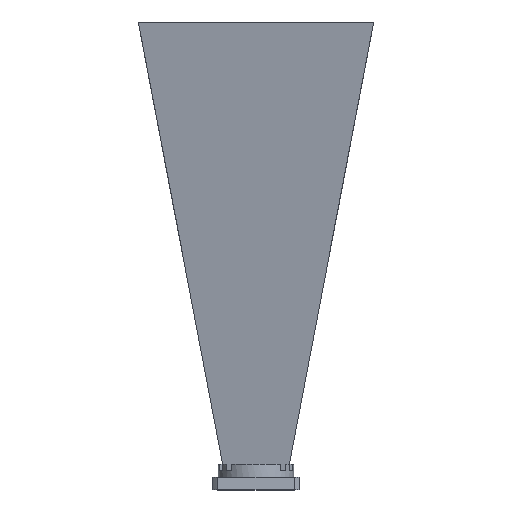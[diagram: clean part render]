
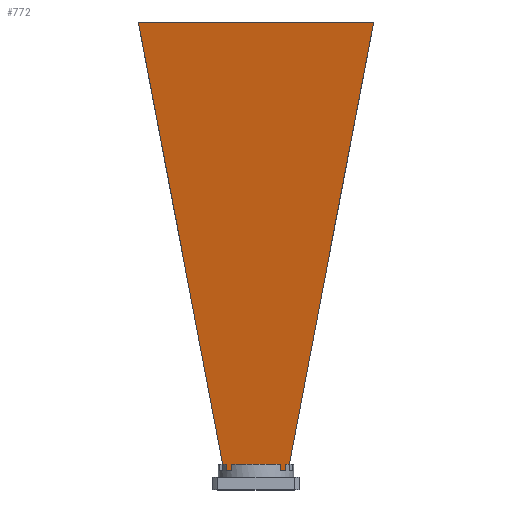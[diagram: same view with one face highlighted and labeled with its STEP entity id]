
A CAD part, top view. The second image highlights one B-rep face of the part: STEP entity #772.
In plain terms, the highlighted planar face has unit normal (0, -0.154, 0.988).
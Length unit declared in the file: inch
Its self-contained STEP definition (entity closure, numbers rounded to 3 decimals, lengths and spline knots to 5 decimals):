
#18 = EDGE_CURVE ( 'NONE', #390, #326, #1808, .T. ) ;
#41 = CARTESIAN_POINT ( 'NONE',  ( 0.482, 0.375, 0.3373 ) ) ;
#54 = LINE ( 'NONE', #1332, #185 ) ;
#67 = ORIENTED_EDGE ( 'NONE', *, *, #1426, .F. ) ;
#82 = VECTOR ( 'NONE', #152, 39.37008 ) ;
#85 = ORIENTED_EDGE ( 'NONE', *, *, #741, .F. ) ;
#93 = ORIENTED_EDGE ( 'NONE', *, *, #2038, .F. ) ;
#95 = ORIENTED_EDGE ( 'NONE', *, *, #1889, .F. ) ;
#143 = CARTESIAN_POINT ( 'NONE',  ( -2.29815, 9.1303, 1.70624 ) ) ;
#152 = DIRECTION ( 'NONE',  ( 0., 0.988, 0.154 ) ) ;
#185 = VECTOR ( 'NONE', #477, 39.37008 ) ;
#250 = VECTOR ( 'NONE', #1969, 39.37008 ) ;
#263 = VECTOR ( 'NONE', #810, 39.37008 ) ;
#293 = CARTESIAN_POINT ( 'NONE',  ( -0.65073, 0.49806, 0.35654 ) ) ;
#297 = CARTESIAN_POINT ( 'NONE',  ( -10.54076, 9.1303, 1.70624 ) ) ;
#301 = ORIENTED_EDGE ( 'NONE', *, *, #319, .T. ) ;
#307 = CARTESIAN_POINT ( 'NONE',  ( 0.65056, 0.5, 0.35684 ) ) ;
#308 = VERTEX_POINT ( 'NONE', #816 ) ;
#319 = EDGE_CURVE ( 'NONE', #1936, #757, #1694, .T. ) ;
#326 = VERTEX_POINT ( 'NONE', #1522 ) ;
#334 = VERTEX_POINT ( 'NONE', #501 ) ;
#338 = DIRECTION ( 'NONE',  ( -0.185, -0.971, -0.152 ) ) ;
#373 = LINE ( 'NONE', #654, #263 ) ;
#390 = VERTEX_POINT ( 'NONE', #143 ) ;
#430 = CARTESIAN_POINT ( 'NONE',  ( -0.65056, 0.5, 0.35684 ) ) ;
#436 = VERTEX_POINT ( 'NONE', #1057 ) ;
#437 = LINE ( 'NONE', #41, #1275 ) ;
#443 = ORIENTED_EDGE ( 'NONE', *, *, #2210, .F. ) ;
#451 = AXIS2_PLACEMENT_3D ( 'NONE', #702, #1175, #1182 ) ;
#456 = CARTESIAN_POINT ( 'NONE',  ( 0.65073, 0.49806, 0.35654 ) ) ;
#477 = DIRECTION ( 'NONE',  ( 0., 0.988, 0.154 ) ) ;
#483 = CARTESIAN_POINT ( 'NONE',  ( 0.65056, 0.5, 0.35684 ) ) ;
#501 = CARTESIAN_POINT ( 'NONE',  ( 0.575, 0.375, 0.3373 ) ) ;
#563 = CARTESIAN_POINT ( 'NONE',  ( -0.482, 0.5, 0.35684 ) ) ;
#602 = ORIENTED_EDGE ( 'NONE', *, *, #1823, .F. ) ;
#651 = EDGE_CURVE ( 'NONE', #1625, #1569, #1316, .T. ) ;
#654 = CARTESIAN_POINT ( 'NONE',  ( -0.482, 0.375, 0.3373 ) ) ;
#655 = DIRECTION ( 'NONE',  ( 1., 0., 0. ) ) ;
#687 = VECTOR ( 'NONE', #1859, 39.37008 ) ;
#702 = CARTESIAN_POINT ( 'NONE',  ( -10.54076, 9.1303, 1.70624 ) ) ;
#741 = EDGE_CURVE ( 'NONE', #1391, #1701, #373, .T. ) ;
#757 = VERTEX_POINT ( 'NONE', #1019 ) ;
#772 = ADVANCED_FACE ( 'NONE', ( #1364 ), #1715, .T. ) ;
#773 = LINE ( 'NONE', #1533, #1736 ) ;
#789 = CARTESIAN_POINT ( 'NONE',  ( 0.575, 0.47459, 0.35287 ) ) ;
#810 = DIRECTION ( 'NONE',  ( -1., 0., 0. ) ) ;
#812 = CARTESIAN_POINT ( 'NONE',  ( 0.65064, 0.49903, 0.35669 ) ) ;
#814 = DIRECTION ( 'NONE',  ( 0.185, -0.971, -0.152 ) ) ;
#816 = CARTESIAN_POINT ( 'NONE',  ( 0.482, 0.375, 0.3373 ) ) ;
#820 = CARTESIAN_POINT ( 'NONE',  ( 0.65081, 0.49709, 0.35639 ) ) ;
#828 = VERTEX_POINT ( 'NONE', #1526 ) ;
#835 = CARTESIAN_POINT ( 'NONE',  ( -1.39054, 0.5, 0.35684 ) ) ;
#838 = EDGE_CURVE ( 'NONE', #1286, #828, #773, .T. ) ;
#839 = DIRECTION ( 'NONE',  ( 1., 0., 0. ) ) ;
#844 = ORIENTED_EDGE ( 'NONE', *, *, #1403, .F. ) ;
#860 = VECTOR ( 'NONE', #2140, 39.37008 ) ;
#896 = VECTOR ( 'NONE', #814, 39.37008 ) ;
#955 = VECTOR ( 'NONE', #1628, 39.37008 ) ;
#972 = CARTESIAN_POINT ( 'NONE',  ( -0.65056, 0.5, 0.35684 ) ) ;
#974 = CARTESIAN_POINT ( 'NONE',  ( -2.58105, 10.61288, 1.93805 ) ) ;
#1019 = CARTESIAN_POINT ( 'NONE',  ( 0.482, 0.5, 0.35684 ) ) ;
#1037 = CARTESIAN_POINT ( 'NONE',  ( -0.65081, 0.49709, 0.35639 ) ) ;
#1057 = CARTESIAN_POINT ( 'NONE',  ( 0.65081, 0.49709, 0.35639 ) ) ;
#1066 = LINE ( 'NONE', #789, #955 ) ;
#1120 = VERTEX_POINT ( 'NONE', #1362 ) ;
#1123 = EDGE_CURVE ( 'NONE', #1701, #828, #1724, .T. ) ;
#1140 = VECTOR ( 'NONE', #655, 39.37008 ) ;
#1151 = ORIENTED_EDGE ( 'NONE', *, *, #651, .T. ) ;
#1175 = DIRECTION ( 'NONE',  ( 0., -0.154, 0.988 ) ) ;
#1182 = DIRECTION ( 'NONE',  ( 0., -0.988, -0.154 ) ) ;
#1256 = DIRECTION ( 'NONE',  ( -1., 0., 0. ) ) ;
#1275 = VECTOR ( 'NONE', #1256, 39.37008 ) ;
#1286 = VERTEX_POINT ( 'NONE', #430 ) ;
#1316 = LINE ( 'NONE', #1975, #860 ) ;
#1332 = CARTESIAN_POINT ( 'NONE',  ( 0.482, 0.47459, 0.35287 ) ) ;
#1355 = CARTESIAN_POINT ( 'NONE',  ( -0.575, 0.47459, 0.35287 ) ) ;
#1362 = CARTESIAN_POINT ( 'NONE',  ( 2.29815, 9.1303, 1.70624 ) ) ;
#1364 = FACE_OUTER_BOUND ( 'NONE', #1639, .T. ) ;
#1371 = CARTESIAN_POINT ( 'NONE',  ( 0.575, 0.5, 0.35684 ) ) ;
#1391 = VERTEX_POINT ( 'NONE', #2178 ) ;
#1403 = EDGE_CURVE ( 'NONE', #436, #1569, #1607, .T. ) ;
#1426 = EDGE_CURVE ( 'NONE', #390, #1120, #1894, .T. ) ;
#1482 = CARTESIAN_POINT ( 'NONE',  ( -0.65064, 0.49903, 0.35669 ) ) ;
#1508 = VECTOR ( 'NONE', #338, 39.37008 ) ;
#1522 = CARTESIAN_POINT ( 'NONE',  ( -0.65081, 0.49709, 0.35639 ) ) ;
#1526 = CARTESIAN_POINT ( 'NONE',  ( -0.575, 0.5, 0.35684 ) ) ;
#1533 = CARTESIAN_POINT ( 'NONE',  ( -1.39054, 0.5, 0.35684 ) ) ;
#1563 = ORIENTED_EDGE ( 'NONE', *, *, #1976, .F. ) ;
#1569 = VERTEX_POINT ( 'NONE', #483 ) ;
#1607 =( BOUNDED_CURVE ( )  B_SPLINE_CURVE ( 3, ( #820, #456, #812, #307 ),
 .UNSPECIFIED., .F., .T. ) 
 B_SPLINE_CURVE_WITH_KNOTS ( ( 4, 4 ),
 ( 2.0718, 2.0725 ),
 .UNSPECIFIED. ) 
 CURVE ( )  GEOMETRIC_REPRESENTATION_ITEM ( )  RATIONAL_B_SPLINE_CURVE ( ( 1., 1., 1., 1. ) ) 
 REPRESENTATION_ITEM ( '' )  );
#1615 = ORIENTED_EDGE ( 'NONE', *, *, #18, .T. ) ;
#1625 = VERTEX_POINT ( 'NONE', #1371 ) ;
#1628 = DIRECTION ( 'NONE',  ( 0., -0.988, -0.154 ) ) ;
#1639 = EDGE_LOOP ( 'NONE', ( #844, #602, #67, #1615, #93, #1820, #2089, #85, #2164, #301, #1563, #95, #443, #1151 ) ) ;
#1675 =( BOUNDED_CURVE ( )  B_SPLINE_CURVE ( 3, ( #972, #1482, #293, #1037 ),
 .UNSPECIFIED., .F., .T. ) 
 B_SPLINE_CURVE_WITH_KNOTS ( ( 4, 4 ),
 ( 4.21069, 4.21138 ),
 .UNSPECIFIED. ) 
 CURVE ( )  GEOMETRIC_REPRESENTATION_ITEM ( )  RATIONAL_B_SPLINE_CURVE ( ( 1., 1., 1., 1. ) ) 
 REPRESENTATION_ITEM ( '' )  );
#1694 = LINE ( 'NONE', #835, #687 ) ;
#1701 = VERTEX_POINT ( 'NONE', #1954 ) ;
#1715 = PLANE ( 'NONE',  #451 ) ;
#1724 = LINE ( 'NONE', #1355, #82 ) ;
#1736 = VECTOR ( 'NONE', #839, 39.37008 ) ;
#1808 = LINE ( 'NONE', #974, #896 ) ;
#1820 = ORIENTED_EDGE ( 'NONE', *, *, #838, .T. ) ;
#1822 = CARTESIAN_POINT ( 'NONE',  ( -0.482, 0.47459, 0.35287 ) ) ;
#1823 = EDGE_CURVE ( 'NONE', #1120, #436, #1885, .T. ) ;
#1859 = DIRECTION ( 'NONE',  ( 1., 0., 0. ) ) ;
#1885 = LINE ( 'NONE', #1911, #1508 ) ;
#1889 = EDGE_CURVE ( 'NONE', #334, #308, #437, .T. ) ;
#1894 = LINE ( 'NONE', #297, #1140 ) ;
#1901 = LINE ( 'NONE', #1822, #250 ) ;
#1911 = CARTESIAN_POINT ( 'NONE',  ( 2.58105, 10.61288, 1.93805 ) ) ;
#1936 = VERTEX_POINT ( 'NONE', #563 ) ;
#1954 = CARTESIAN_POINT ( 'NONE',  ( -0.575, 0.375, 0.3373 ) ) ;
#1969 = DIRECTION ( 'NONE',  ( 0., -0.988, -0.154 ) ) ;
#1975 = CARTESIAN_POINT ( 'NONE',  ( -1.39054, 0.5, 0.35684 ) ) ;
#1976 = EDGE_CURVE ( 'NONE', #308, #757, #54, .T. ) ;
#2038 = EDGE_CURVE ( 'NONE', #1286, #326, #1675, .T. ) ;
#2089 = ORIENTED_EDGE ( 'NONE', *, *, #1123, .F. ) ;
#2140 = DIRECTION ( 'NONE',  ( 1., 0., 0. ) ) ;
#2164 = ORIENTED_EDGE ( 'NONE', *, *, #2175, .F. ) ;
#2175 = EDGE_CURVE ( 'NONE', #1936, #1391, #1901, .T. ) ;
#2178 = CARTESIAN_POINT ( 'NONE',  ( -0.482, 0.375, 0.3373 ) ) ;
#2210 = EDGE_CURVE ( 'NONE', #1625, #334, #1066, .T. ) ;
